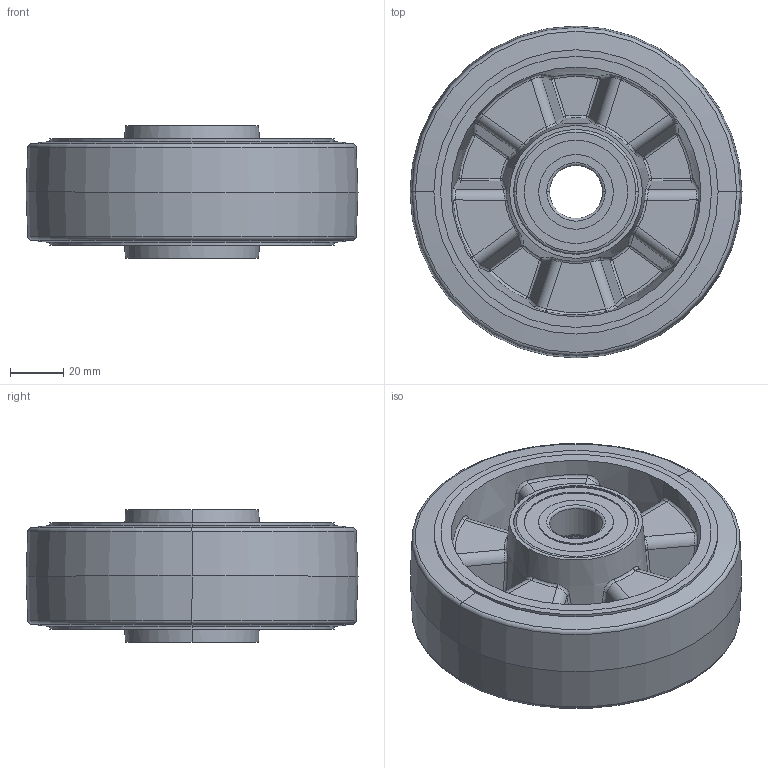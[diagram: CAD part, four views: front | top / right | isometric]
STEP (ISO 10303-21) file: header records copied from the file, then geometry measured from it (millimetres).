
FILE_DESCRIPTION (( 'STEP AP214' ), '1' );
FILE_NAME ('0038447.step', '2025-08-11T11:22:52', ( '' ), ( '' ), 'SwSTEP 2.0', 'SolidWorks 2020', '' );
FILE_SCHEMA (( 'AUTOMOTIVE_DESIGN' ));
Length unit declared in the file: millimetre
Products named in the file (1): 0038447
Bounding box: 125 x 125 x 50 mm (x, y, z)
Volume: 312007 mm3; surface area: 118720.6 mm2
Topology: 13 solids, 13 shells, 408 faces, 860 edges, 478 vertices
Faces by surface type: cylinder 98, torus 88, bspline 80, plane 66, sphere 60, cone 16
Entity records: 18416 total; most frequent: CARTESIAN_POINT 5343, DIRECTION 1888, ORIENTED_EDGE 1720, AXIS2_PLACEMENT_3D 867, EDGE_CURVE 860, CIRCLE 538, VERTEX_POINT 478, EDGE_LOOP 434
